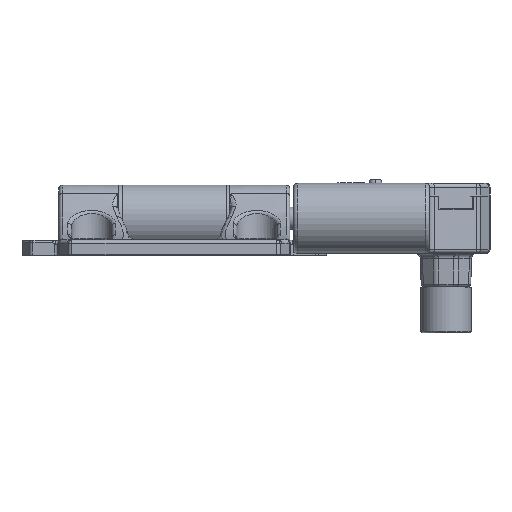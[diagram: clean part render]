
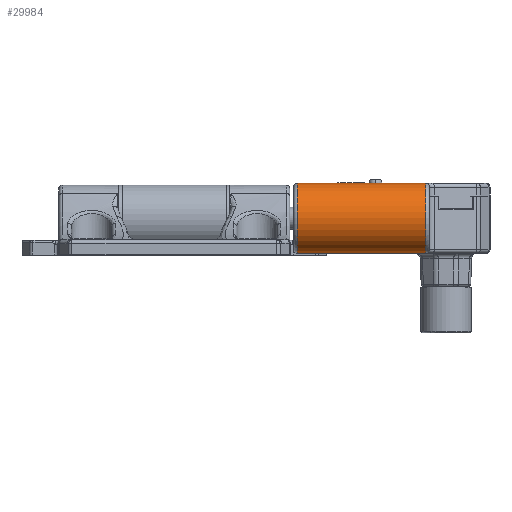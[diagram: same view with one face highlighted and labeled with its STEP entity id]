
A CAD part, top view. The second image highlights one B-rep face of the part: STEP entity #29984.
In plain terms, the highlighted cylindrical face has radius 9.5 mm (diameter 19 mm), a partial arc.
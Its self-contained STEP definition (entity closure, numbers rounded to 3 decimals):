
#21988=DIRECTION('',(1.,0.,0.));
#21989=VECTOR('',#21988,35.);
#21990=CARTESIAN_POINT('',(33.5,-9.5,0.));
#21991=LINE('',#21990,#21989);
#22430=DIRECTION('',(1.,0.,0.));
#22431=VECTOR('',#22430,35.);
#22432=CARTESIAN_POINT('',(33.5,9.5,0.));
#22433=LINE('',#22432,#22431);
#23144=CARTESIAN_POINT('',(68.5,0.,0.));
#23145=DIRECTION('',(1.,0.,0.));
#23146=DIRECTION('',(0.,1.,0.));
#23147=AXIS2_PLACEMENT_3D('',#23144,#23145,#23146);
#23212=CARTESIAN_POINT('',(33.5,0.,0.));
#23213=DIRECTION('',(-1.,0.,0.));
#23214=DIRECTION('',(0.,-1.,0.));
#23215=AXIS2_PLACEMENT_3D('',#23212,#23213,#23214);
#28455=CARTESIAN_POINT('',(68.5,-9.5,0.));
#28456=VERTEX_POINT('',#28455);
#28459=CARTESIAN_POINT('',(68.5,9.5,0.));
#28460=VERTEX_POINT('',#28459);
#28465=CARTESIAN_POINT('',(33.5,9.5,0.));
#28467=VERTEX_POINT('',#28465);
#28475=CARTESIAN_POINT('',(33.5,-9.5,0.));
#28476=VERTEX_POINT('',#28475);
#29970=CARTESIAN_POINT('',(32.5,0.,0.));
#29971=DIRECTION('',(1.,0.,0.));
#29972=DIRECTION('',(0.,0.,-1.));
#29973=AXIS2_PLACEMENT_3D('',#29970,#29971,#29972);
#29974=CYLINDRICAL_SURFACE('',#29973,9.5);
#29976=ORIENTED_EDGE('',*,*,#29975,.T.);
#29977=ORIENTED_EDGE('',*,*,#29726,.F.);
#29979=ORIENTED_EDGE('',*,*,#29978,.T.);
#29981=ORIENTED_EDGE('',*,*,#29980,.T.);
#29982=EDGE_LOOP('',(#29976,#29977,#29979,#29981));
#29983=FACE_OUTER_BOUND('',#29982,.F.);
#29984=ADVANCED_FACE('',(#29983),#29974,.T.);
#23148=CIRCLE('',#23147,9.5);
#23216=CIRCLE('',#23215,9.5);
#29726=EDGE_CURVE('',#28476,#28456,#21991,.T.);
#29975=EDGE_CURVE('',#28460,#28456,#23148,.T.);
#29978=EDGE_CURVE('',#28476,#28467,#23216,.T.);
#29980=EDGE_CURVE('',#28467,#28460,#22433,.T.);
